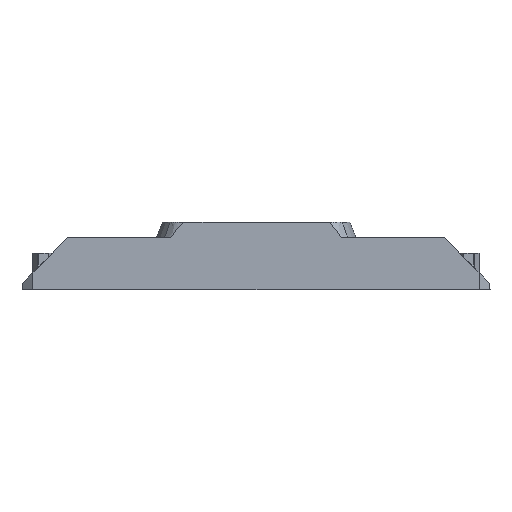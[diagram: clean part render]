
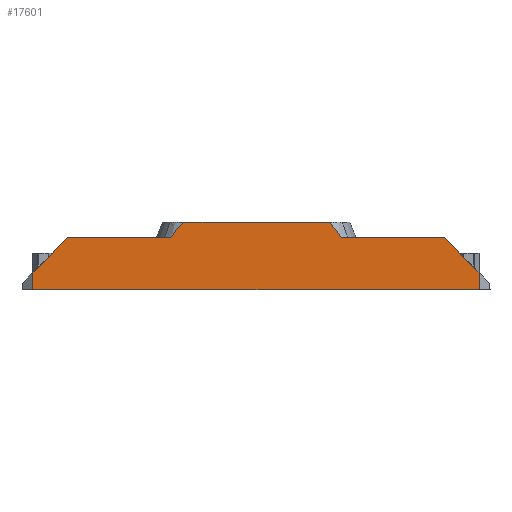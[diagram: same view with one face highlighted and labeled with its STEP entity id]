
A CAD part, front view. The second image highlights one B-rep face of the part: STEP entity #17601.
In plain terms, the highlighted planar face has unit normal (0, -1, 0).
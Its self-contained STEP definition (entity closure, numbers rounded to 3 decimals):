
#1445=FACE_OUTER_BOUND('',#2392,.T.);
#2392=EDGE_LOOP('',(#16081,#16082,#16083,#16084,#16085,#16086,#16087,#16088,
#16089,#16090));
#3440=B_SPLINE_CURVE_WITH_KNOTS('',3,(#31747,#31748,#31749,#31750,#31751,
#31752),.UNSPECIFIED.,.F.,.F.,(4,2,4),(0.,0.273,
0.624),.UNSPECIFIED.);
#3442=B_SPLINE_CURVE_WITH_KNOTS('',3,(#32086,#32087,#32088,#32089,#32090,
#32091),.UNSPECIFIED.,.F.,.F.,(4,2,4),(0.,0.273,
0.624),.UNSPECIFIED.);
#3457=LINE('',#22401,#5050);
#3604=LINE('',#23930,#5197);
#4025=LINE('',#29026,#5618);
#4475=LINE('',#30847,#6068);
#4515=LINE('',#30948,#6108);
#5030=LINE('',#34678,#6623);
#5031=LINE('',#34679,#6624);
#5032=LINE('',#34680,#6625);
#5050=VECTOR('',#18698,10.);
#5197=VECTOR('',#19003,10.);
#5618=VECTOR('',#19956,10.);
#6068=VECTOR('',#21098,10.);
#6108=VECTOR('',#21158,10.);
#6623=VECTOR('',#22333,10.);
#6624=VECTOR('',#22334,10.);
#6625=VECTOR('',#22335,10.);
#6643=VERTEX_POINT('',#22398);
#6644=VERTEX_POINT('',#22400);
#6961=VERTEX_POINT('',#23927);
#6962=VERTEX_POINT('',#23929);
#7723=VERTEX_POINT('',#29015);
#7724=VERTEX_POINT('',#29025);
#8044=VERTEX_POINT('',#30844);
#8045=VERTEX_POINT('',#30846);
#8092=VERTEX_POINT('',#30947);
#8148=VERTEX_POINT('',#31746);
#8378=EDGE_CURVE('',#6644,#6643,#3457,.T.);
#8739=EDGE_CURVE('',#6962,#6961,#3604,.F.);
#9657=EDGE_CURVE('',#7724,#7723,#4025,.T.);
#10272=EDGE_CURVE('',#8045,#8044,#4475,.T.);
#10322=EDGE_CURVE('',#6962,#8092,#4515,.T.);
#10400=EDGE_CURVE('',#7724,#8148,#3440,.T.);
#10551=EDGE_CURVE('',#7723,#6644,#3442,.T.);
#10991=EDGE_CURVE('',#6961,#8045,#5030,.T.);
#10992=EDGE_CURVE('',#8148,#8044,#5031,.T.);
#10993=EDGE_CURVE('',#8092,#6643,#5032,.T.);
#16081=ORIENTED_EDGE('',*,*,#8739,.T.);
#16082=ORIENTED_EDGE('',*,*,#10991,.T.);
#16083=ORIENTED_EDGE('',*,*,#10272,.T.);
#16084=ORIENTED_EDGE('',*,*,#10992,.F.);
#16085=ORIENTED_EDGE('',*,*,#10400,.F.);
#16086=ORIENTED_EDGE('',*,*,#9657,.T.);
#16087=ORIENTED_EDGE('',*,*,#10551,.T.);
#16088=ORIENTED_EDGE('',*,*,#8378,.T.);
#16089=ORIENTED_EDGE('',*,*,#10993,.F.);
#16090=ORIENTED_EDGE('',*,*,#10322,.F.);
#16697=PLANE('',#18670);
#17601=ADVANCED_FACE('',(#1445),#16697,.F.);
#18670=AXIS2_PLACEMENT_3D('',#34677,#22331,#22332);
#18698=DIRECTION('',(-1.,0.,0.));
#19003=DIRECTION('',(-1.,0.,0.));
#19956=DIRECTION('',(-1.,0.,0.));
#21098=DIRECTION('',(-0.707,0.,0.707));
#21158=DIRECTION('',(0.,0.,1.));
#22331=DIRECTION('center_axis',(0.,1.,0.));
#22332=DIRECTION('ref_axis',(-1.,0.,0.));
#22333=DIRECTION('',(0.,0.,1.));
#22334=DIRECTION('',(1.,0.,0.));
#22335=DIRECTION('',(0.707,0.,0.707));
#22398=CARTESIAN_POINT('',(-64.853,83.667,17.));
#22400=CARTESIAN_POINT('',(-31.226,83.667,17.));
#22401=CARTESIAN_POINT('',(-40.433,83.667,17.));
#23927=CARTESIAN_POINT('',(69.333,83.667,0.));
#23929=CARTESIAN_POINT('',(-76.264,83.667,0.));
#23930=CARTESIAN_POINT('',(-40.433,83.667,0.));
#29015=CARTESIAN_POINT('',(-27.314,83.667,22.));
#29025=CARTESIAN_POINT('',(20.485,83.667,22.));
#29026=CARTESIAN_POINT('',(-25.705,83.667,22.));
#30844=CARTESIAN_POINT('',(57.922,83.667,17.));
#30846=CARTESIAN_POINT('',(69.333,83.667,5.589));
#30847=CARTESIAN_POINT('',(48.816,83.667,26.107));
#30947=CARTESIAN_POINT('',(-76.264,83.667,5.589));
#30948=CARTESIAN_POINT('',(-76.264,83.667,5.091));
#31746=CARTESIAN_POINT('',(24.396,83.667,17.));
#31747=CARTESIAN_POINT('Ctrl Pts',(20.485,83.667,22.));
#31748=CARTESIAN_POINT('Ctrl Pts',(21.084,83.667,21.314));
#31749=CARTESIAN_POINT('Ctrl Pts',(21.684,83.667,20.629));
#31750=CARTESIAN_POINT('Ctrl Pts',(23.052,83.667,19.062));
#31751=CARTESIAN_POINT('Ctrl Pts',(23.785,83.667,17.981));
#31752=CARTESIAN_POINT('Ctrl Pts',(24.396,83.667,17.));
#32086=CARTESIAN_POINT('Ctrl Pts',(-27.314,83.667,22.));
#32087=CARTESIAN_POINT('Ctrl Pts',(-27.914,83.667,21.314));
#32088=CARTESIAN_POINT('Ctrl Pts',(-28.514,83.667,20.629));
#32089=CARTESIAN_POINT('Ctrl Pts',(-29.882,83.667,19.062));
#32090=CARTESIAN_POINT('Ctrl Pts',(-30.615,83.667,17.981));
#32091=CARTESIAN_POINT('Ctrl Pts',(-31.226,83.667,17.));
#34677=CARTESIAN_POINT('Origin',(-77.465,83.667,2.));
#34678=CARTESIAN_POINT('',(69.333,83.667,5.091));
#34679=CARTESIAN_POINT('',(33.603,83.667,17.));
#34680=CARTESIAN_POINT('',(-55.746,83.667,26.107));
